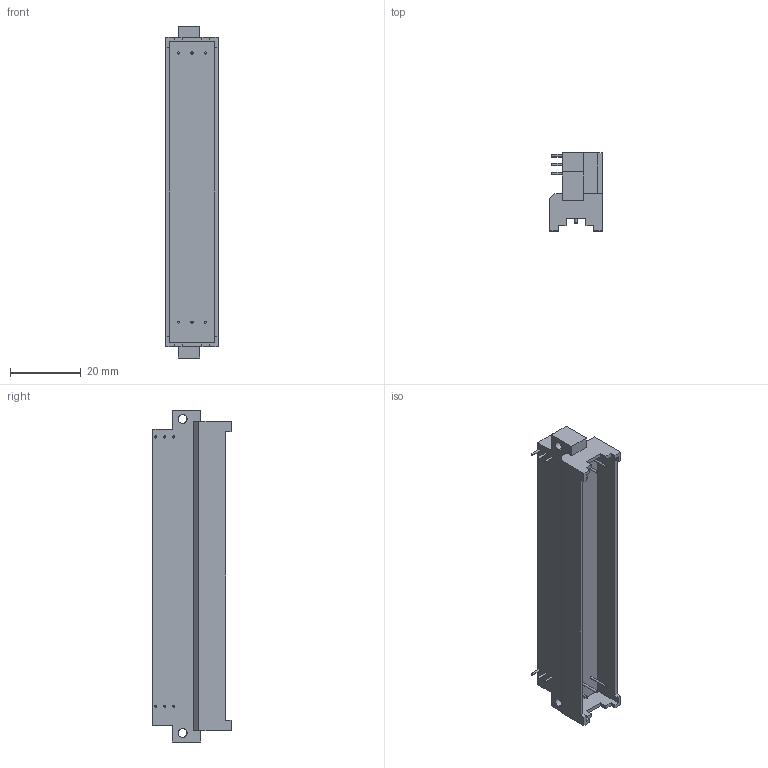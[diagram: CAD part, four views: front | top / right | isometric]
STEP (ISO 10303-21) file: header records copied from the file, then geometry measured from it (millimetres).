
FILE_DESCRIPTION(('STEP AP242'),'1');
FILE_NAME('09061486901.stp','2022-08-09T08:46:45',('TraceParts'),('TraceParts S.A.'),'Spatial InterOp 3D',' ',' ');
FILE_SCHEMA(('AP242_MANAGED_MODEL_BASED_3D_ENGINEERING_MIM_LF {1 0 10303 442 1 1 4}'));
Length unit declared in the file: millimetre
Products named in the file (1): 09061486901
Bounding box: 14.8 x 22.1 x 94 mm (x, y, z)
Volume: 15371.9 mm3; surface area: 8348.9 mm2
Topology: 1 solids, 1 shells, 94 faces, 240 edges, 160 vertices
Faces by surface type: bspline 94
Entity records: 3662 total; most frequent: CARTESIAN_POINT 1465, ORIENTED_EDGE 480, EDGE_CURVE 240, B_SPLINE_CURVE_WITH_KNOTS 170, VERTEX_POINT 160, PRESENTATION_STYLE_ASSIGNMENT 134, COLOUR_RGB 134, EDGE_LOOP 110
